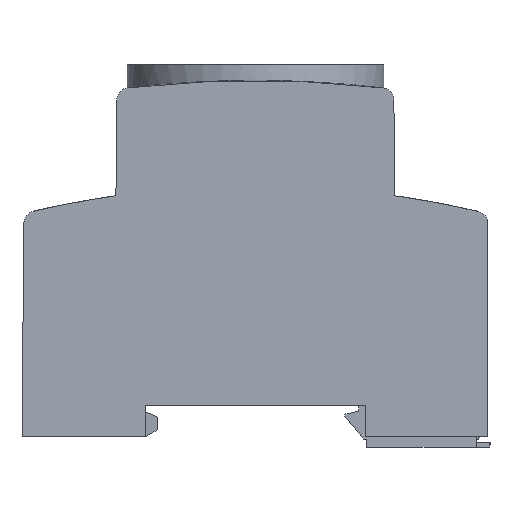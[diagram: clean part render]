
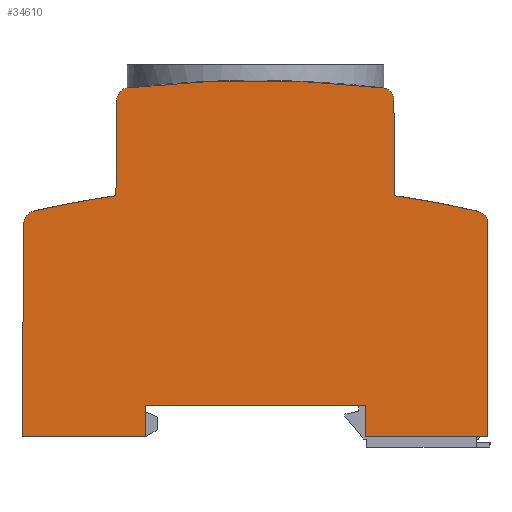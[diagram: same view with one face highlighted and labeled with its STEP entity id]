
A CAD part, left-side view. The second image highlights one B-rep face of the part: STEP entity #34610.
In plain terms, the highlighted face is planar.
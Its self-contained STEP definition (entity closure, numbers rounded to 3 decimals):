
#8130=CARTESIAN_POINT('',(106.975,16.056,-20.25));
#8140=VERTEX_POINT('',#8130);
#8190=CARTESIAN_POINT('',(45.021,16.056,-20.25));
#8200=DIRECTION('',(1.,0.,0.));
#8210=VECTOR('',#8200,1.);
#8220=LINE('',#8190,#8210);
#8230=CARTESIAN_POINT('',(87.091,16.056,-20.25));
#8240=VERTEX_POINT('',#8230);
#8250=EDGE_CURVE('',#8240,#8140,#8220,.T.);
#22210=CARTESIAN_POINT('',(91.825,54.948,-20.25));
#22220=VERTEX_POINT('',#22210);
#22250=CARTESIAN_POINT('',(69.341,-101.444,-20.25));
#22260=DIRECTION('',(0.,0.,-1.));
#22270=DIRECTION('',(-1.,0.,0.));
#22280=AXIS2_PLACEMENT_3D('',#22250,#22260,#22270);
#22290=CIRCLE('',#22280,158.);
#22300=CARTESIAN_POINT('',(105.127,52.45,-20.25));
#22310=VERTEX_POINT('',#22300);
#22320=EDGE_CURVE('',#22220,#22310,#22290,.T.);
#28210=CARTESIAN_POINT('',(45.021,21.056,-20.25));
#28220=DIRECTION('',(1.,0.,0.));
#28230=VECTOR('',#28220,1.);
#28240=LINE('',#28210,#28230);
#28250=CARTESIAN_POINT('',(51.591,21.056,-20.25));
#28260=VERTEX_POINT('',#28250);
#28270=CARTESIAN_POINT('',(87.091,21.056,-20.25));
#28280=VERTEX_POINT('',#28270);
#28290=EDGE_CURVE('',#28260,#28280,#28240,.T.);
#30570=CARTESIAN_POINT('',(87.091,55.264,-20.25));
#30580=DIRECTION('',(0.,-1.,0.));
#30590=VECTOR('',#30580,1.);
#30600=LINE('',#30570,#30590);
#30610=EDGE_CURVE('',#28280,#8240,#30600,.T.);
#33520=CARTESIAN_POINT('',(69.341,23.506,-20.25));
#33530=DIRECTION('',(0.,0.,-1.));
#33540=DIRECTION('',(-1.,0.,0.));
#33550=AXIS2_PLACEMENT_3D('',#33520,#33530,#33540);
#33560=PLANE('',#33550);
#33570=CARTESIAN_POINT('',(69.341,-101.444,-20.25));
#33580=DIRECTION('',(0.,0.,-1.));
#33590=DIRECTION('',(-1.,0.,0.));
#33600=AXIS2_PLACEMENT_3D('',#33570,#33580,#33590);
#33610=CIRCLE('',#33600,158.);
#33620=CARTESIAN_POINT('',(33.386,52.411,
-20.25));
#33630=VERTEX_POINT('',#33620);
#33640=CARTESIAN_POINT('',(46.858,54.948,-20.25));
#33650=VERTEX_POINT('',#33640);
#33660=EDGE_CURVE('',#33630,#33650,#33610,.T.);
#33670=ORIENTED_EDGE('',*,*,#33660,.T.);
#33680=CARTESIAN_POINT('',(33.841,50.463,
-20.25));
#33690=DIRECTION('',(0.,0.,-1.));
#33700=DIRECTION('',(-1.,0.,0.));
#33710=AXIS2_PLACEMENT_3D('',#33680,#33690,#33700);
#33720=CIRCLE('',#33710,2.);
#33730=CARTESIAN_POINT('',(31.841,50.463,
-20.25));
#33740=VERTEX_POINT('',#33730);
#33750=EDGE_CURVE('',#33740,#33630,#33720,.T.);
#33760=ORIENTED_EDGE('',*,*,#33750,.T.);
#33770=CARTESIAN_POINT('',(31.841,55.264,
-20.25));
#33780=DIRECTION('',(0.,1.,0.));
#33790=VECTOR('',#33780,1.);
#33800=LINE('',#33770,#33790);
#33810=CARTESIAN_POINT('',(31.841,16.056,
-20.25));
#33820=VERTEX_POINT('',#33810);
#33830=EDGE_CURVE('',#33820,#33740,#33800,.T.);
#33840=ORIENTED_EDGE('',*,*,#33830,.T.);
#33850=CARTESIAN_POINT('',(45.021,16.056,-20.25));
#33860=DIRECTION('',(1.,0.,0.));
#33870=VECTOR('',#33860,1.);
#33880=LINE('',#33850,#33870);
#33890=CARTESIAN_POINT('',(51.591,16.056,-20.25));
#33900=VERTEX_POINT('',#33890);
#33910=EDGE_CURVE('',#33820,#33900,#33880,.T.);
#33920=ORIENTED_EDGE('',*,*,#33910,.F.);
#33930=CARTESIAN_POINT('',(51.591,55.264,-20.25));
#33940=DIRECTION('',(0.,-1.,0.));
#33950=VECTOR('',#33940,1.);
#33960=LINE('',#33930,#33950);
#33970=EDGE_CURVE('',#28260,#33900,#33960,.T.);
#33980=ORIENTED_EDGE('',*,*,#33970,.T.);
#33990=ORIENTED_EDGE('',*,*,#28290,.F.);
#34000=ORIENTED_EDGE('',*,*,#30610,.F.);
#34010=ORIENTED_EDGE('',*,*,#8250,.F.);
#34020=CARTESIAN_POINT('',(106.633,55.264,-20.25));
#34030=DIRECTION('',(0.009,-1.,
0.));
#34040=VECTOR('',#34030,1.);
#34050=LINE('',#34020,#34040);
#34060=CARTESIAN_POINT('',(106.674,50.52,-20.25));
#34070=VERTEX_POINT('',#34060);
#34080=EDGE_CURVE('',#34070,#8140,#34050,.T.);
#34090=ORIENTED_EDGE('',*,*,#34080,.T.);
#34100=CARTESIAN_POINT('',(104.674,50.502,-20.25));
#34110=DIRECTION('',(0.,0.,-1.));
#34120=DIRECTION('',(-1.,0.,0.));
#34130=AXIS2_PLACEMENT_3D('',#34100,#34110,#34120);
#34140=CIRCLE('',#34130,2.);
#34150=EDGE_CURVE('',#22310,#34070,#34140,.T.);
#34160=ORIENTED_EDGE('',*,*,#34150,.T.);
#34170=ORIENTED_EDGE('',*,*,#22320,.T.);
#34180=CARTESIAN_POINT('',(91.822,55.264,-20.25));
#34190=DIRECTION('',(-0.009,1.,
0.));
#34200=VECTOR('',#34190,1.);
#34210=LINE('',#34180,#34200);
#34220=CARTESIAN_POINT('',(91.69,70.373,-20.25));
#34230=VERTEX_POINT('',#34220);
#34240=EDGE_CURVE('',#22220,#34230,#34210,.T.);
#34250=ORIENTED_EDGE('',*,*,#34240,.F.);
#34260=CARTESIAN_POINT('',(89.69,70.355,-20.25));
#34270=DIRECTION('',(0.,0.,1.));
#34280=DIRECTION('',(1.,0.,0.));
#34290=AXIS2_PLACEMENT_3D('',#34260,#34270,#34280);
#34300=CIRCLE('',#34290,2.);
#34310=CARTESIAN_POINT('',(89.926,72.341,-20.25));
#34320=VERTEX_POINT('',#34310);
#34330=EDGE_CURVE('',#34230,#34320,#34300,.T.);
#34340=ORIENTED_EDGE('',*,*,#34330,.F.);
#34350=CARTESIAN_POINT('',(69.341,-101.444,-20.25));
#34360=DIRECTION('',(0.,0.,-1.));
#34370=DIRECTION('',(-1.,0.,0.));
#34380=AXIS2_PLACEMENT_3D('',#34350,#34360,#34370);
#34390=CIRCLE('',#34380,175.);
#34400=CARTESIAN_POINT('',(48.757,72.341,-20.25));
#34410=VERTEX_POINT('',#34400);
#34420=EDGE_CURVE('',#34410,#34320,#34390,.T.);
#34430=ORIENTED_EDGE('',*,*,#34420,.T.);
#34440=CARTESIAN_POINT('',(48.992,70.355,-20.25));
#34450=DIRECTION('',(0.,0.,-1.));
#34460=DIRECTION('',(-1.,0.,0.));
#34470=AXIS2_PLACEMENT_3D('',#34440,#34450,#34460);
#34480=CIRCLE('',#34470,2.);
#34490=CARTESIAN_POINT('',(46.992,70.373,-20.25));
#34500=VERTEX_POINT('',#34490);
#34510=EDGE_CURVE('',#34500,#34410,#34480,.T.);
#34520=ORIENTED_EDGE('',*,*,#34510,.T.);
#34530=CARTESIAN_POINT('',(46.861,55.264,-20.25));
#34540=DIRECTION('',(-0.009,-1.,
0.));
#34550=VECTOR('',#34540,1.);
#34560=LINE('',#34530,#34550);
#34570=EDGE_CURVE('',#34500,#33650,#34560,.T.);
#34580=ORIENTED_EDGE('',*,*,#34570,.F.);
#34590=EDGE_LOOP('',(#34580,#34520,#34430,#34340,#34250,#34170,#34160,
#34090,#34010,#34000,#33990,#33980,#33920,#33840,#33760,#33670));
#34600=FACE_OUTER_BOUND('',#34590,.T.);
#34610=ADVANCED_FACE('',(#34600),#33560,.T.);
